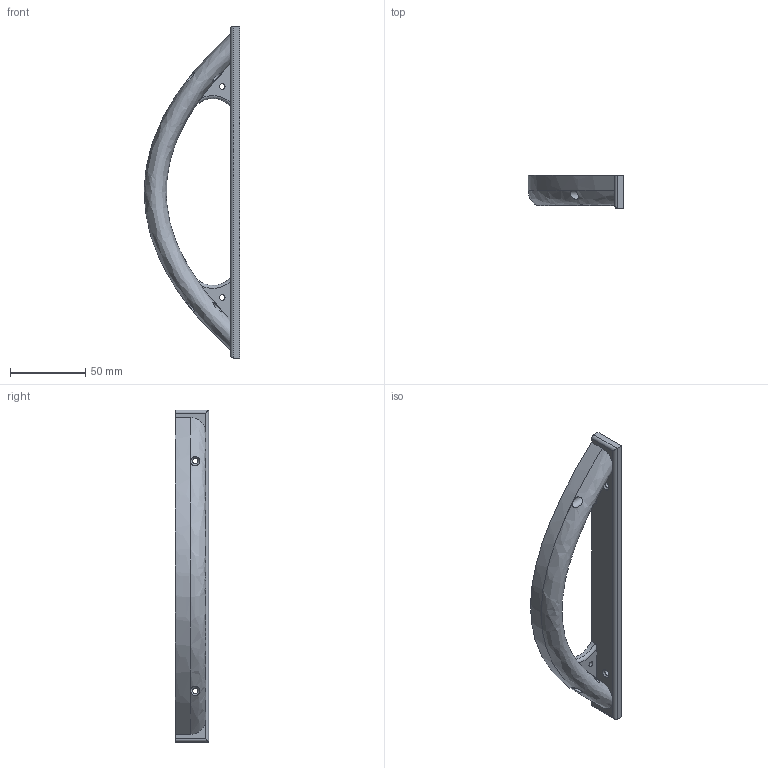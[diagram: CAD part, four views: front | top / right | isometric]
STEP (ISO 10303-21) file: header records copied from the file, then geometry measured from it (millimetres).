
FILE_DESCRIPTION(('FreeCAD Model'),'2;1');
FILE_NAME('Open CASCADE Shape Model','2024-12-01T12:07:47',(''),(''), 'Open CASCADE STEP processor 7.8','FreeCAD','Unknown');
FILE_SCHEMA(('AUTOMOTIVE_DESIGN { 1 0 10303 214 1 1 1 1 }'));
Length unit declared in the file: millimetre
Products named in the file (1): Slice.0
Bounding box: 63.25 x 22 x 220 mm (x, y, z)
Volume: 87355 mm3; surface area: 26609.1 mm2
Topology: 1 solids, 1 shells, 26 faces, 75 edges, 50 vertices
Faces by surface type: cylinder 11, plane 8, bspline 3, torus 2, cone 2
Full cylindrical faces by diameter (mm): 3.7 x4, 6.1 x2
Entity records: 2869 total; most frequent: CARTESIAN_POINT 2173, ORIENTED_EDGE 150, DIRECTION 117, EDGE_CURVE 75, VERTEX_POINT 50, AXIS2_PLACEMENT_3D 44, FACE_BOUND 39, EDGE_LOOP 39
